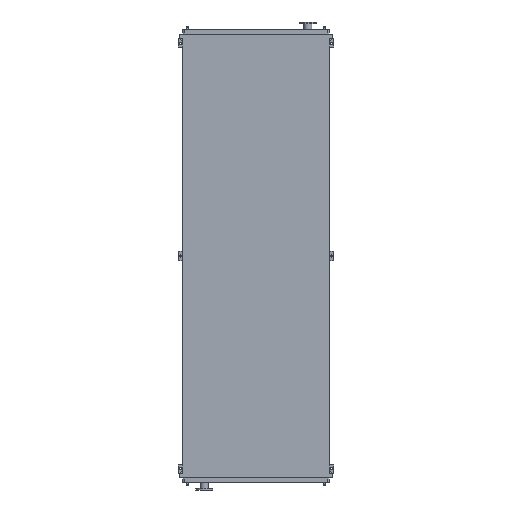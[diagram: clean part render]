
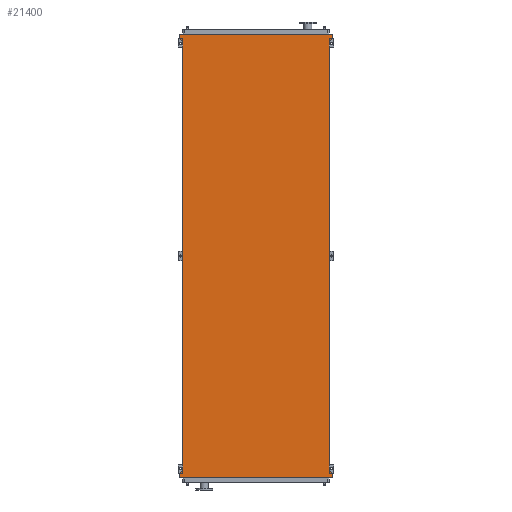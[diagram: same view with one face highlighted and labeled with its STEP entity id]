
A CAD part, front view. The second image highlights one B-rep face of the part: STEP entity #21400.
In plain terms, the highlighted planar face has unit normal (0, -1, 0).
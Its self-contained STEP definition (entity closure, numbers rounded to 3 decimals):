
#223 = ORIENTED_EDGE ( 'NONE', *, *, #23289, .F. ) ;
#404 = EDGE_CURVE ( 'NONE', #10438, #10924, #4961, .T. ) ;
#965 = ORIENTED_EDGE ( 'NONE', *, *, #2907, .F. ) ;
#982 = EDGE_CURVE ( 'NONE', #1556, #10438, #17497, .T. ) ;
#1089 = LINE ( 'NONE', #14003, #17262 ) ;
#1352 = VERTEX_POINT ( 'NONE', #12741 ) ;
#1556 = VERTEX_POINT ( 'NONE', #22462 ) ;
#2020 = CARTESIAN_POINT ( 'NONE',  ( 1011., 0., 53. ) ) ;
#2227 = VECTOR ( 'NONE', #3878, 1000. ) ;
#2242 = EDGE_CURVE ( 'NONE', #3894, #3068, #22597, .T. ) ;
#2510 = FACE_OUTER_BOUND ( 'NONE', #12679, .T. ) ;
#2875 = EDGE_CURVE ( 'NONE', #7252, #7881, #17116, .T. ) ;
#2907 = EDGE_CURVE ( 'NONE', #10924, #3894, #16518, .T. ) ;
#3068 = VERTEX_POINT ( 'NONE', #10289 ) ;
#3346 = CARTESIAN_POINT ( 'NONE',  ( -965., 0., -5650. ) ) ;
#3484 = EDGE_CURVE ( 'NONE', #7881, #7437, #5418, .T. ) ;
#3878 = DIRECTION ( 'NONE',  ( 0., 0., 1. ) ) ;
#3894 = VERTEX_POINT ( 'NONE', #5123 ) ;
#4304 = EDGE_CURVE ( 'NONE', #5102, #21001, #19125, .T. ) ;
#4961 = LINE ( 'NONE', #5003, #13770 ) ;
#5003 = CARTESIAN_POINT ( 'NONE',  ( -965., 0., -5650. ) ) ;
#5102 = VERTEX_POINT ( 'NONE', #10357 ) ;
#5123 = CARTESIAN_POINT ( 'NONE',  ( -1011., 0., 53. ) ) ;
#5418 = LINE ( 'NONE', #2020, #15923 ) ;
#5593 = ORIENTED_EDGE ( 'NONE', *, *, #2242, .F. ) ;
#6074 = CARTESIAN_POINT ( 'NONE',  ( -965., 0., 0. ) ) ;
#6401 = CARTESIAN_POINT ( 'NONE',  ( -1011., 0., 53. ) ) ;
#6641 = VECTOR ( 'NONE', #13526, 1000. ) ;
#7252 = VERTEX_POINT ( 'NONE', #9643 ) ;
#7437 = VERTEX_POINT ( 'NONE', #19325 ) ;
#7881 = VERTEX_POINT ( 'NONE', #11376 ) ;
#7951 = DIRECTION ( 'NONE',  ( 0.655, 0., 0.755 ) ) ;
#8104 = CARTESIAN_POINT ( 'NONE',  ( 965., 0., -5650. ) ) ;
#8354 = ORIENTED_EDGE ( 'NONE', *, *, #2875, .F. ) ;
#8471 = VECTOR ( 'NONE', #19402, 1000. ) ;
#8481 = EDGE_CURVE ( 'NONE', #5102, #7437, #12284, .T. ) ;
#8679 = LINE ( 'NONE', #20801, #17921 ) ;
#8780 = CARTESIAN_POINT ( 'NONE',  ( 1011., 0., -5745. ) ) ;
#8906 = AXIS2_PLACEMENT_3D ( 'NONE', #3346, #10964, #23857 ) ;
#9643 = CARTESIAN_POINT ( 'NONE',  ( 1011., 0., 95. ) ) ;
#9906 = LINE ( 'NONE', #21558, #18550 ) ;
#10015 = DIRECTION ( 'NONE',  ( 0., 0., 1. ) ) ;
#10289 = CARTESIAN_POINT ( 'NONE',  ( -1011., 0., 95. ) ) ;
#10357 = CARTESIAN_POINT ( 'NONE',  ( 965., 0., -5650. ) ) ;
#10438 = VERTEX_POINT ( 'NONE', #23716 ) ;
#10690 = ORIENTED_EDGE ( 'NONE', *, *, #13683, .F. ) ;
#10924 = VERTEX_POINT ( 'NONE', #12023 ) ;
#10964 = DIRECTION ( 'NONE',  ( 0., -1., 0. ) ) ;
#11198 = ORIENTED_EDGE ( 'NONE', *, *, #3484, .F. ) ;
#11376 = CARTESIAN_POINT ( 'NONE',  ( 1011., 0., 53. ) ) ;
#11668 = CARTESIAN_POINT ( 'NONE',  ( 1011., 0., 95. ) ) ;
#12023 = CARTESIAN_POINT ( 'NONE',  ( -965., 0., 0. ) ) ;
#12284 = LINE ( 'NONE', #16972, #2227 ) ;
#12327 = ORIENTED_EDGE ( 'NONE', *, *, #404, .F. ) ;
#12412 = ORIENTED_EDGE ( 'NONE', *, *, #23377, .F. ) ;
#12574 = ORIENTED_EDGE ( 'NONE', *, *, #982, .F. ) ;
#12679 = EDGE_LOOP ( 'NONE', ( #15390, #11198, #8354, #19191, #5593, #965, #12327, #12574, #12412, #10690, #223, #23474 ) ) ;
#12741 = CARTESIAN_POINT ( 'NONE',  ( -1011., 0., -5745. ) ) ;
#13327 = DIRECTION ( 'NONE',  ( -0.655, 0., -0.755 ) ) ;
#13526 = DIRECTION ( 'NONE',  ( -0.655, 0., 0.755 ) ) ;
#13683 = EDGE_CURVE ( 'NONE', #21312, #1352, #1089, .T. ) ;
#13770 = VECTOR ( 'NONE', #18036, 1000. ) ;
#14003 = CARTESIAN_POINT ( 'NONE',  ( 1011., 0., -5745. ) ) ;
#14784 = VECTOR ( 'NONE', #20879, 1000. ) ;
#15390 = ORIENTED_EDGE ( 'NONE', *, *, #8481, .T. ) ;
#15923 = VECTOR ( 'NONE', #13327, 1000. ) ;
#16441 = PLANE ( 'NONE',  #8906 ) ;
#16518 = LINE ( 'NONE', #6074, #6641 ) ;
#16972 = CARTESIAN_POINT ( 'NONE',  ( 965., 0., -5650. ) ) ;
#17116 = LINE ( 'NONE', #11668, #17702 ) ;
#17198 = CARTESIAN_POINT ( 'NONE',  ( -1011., 0., -5703. ) ) ;
#17262 = VECTOR ( 'NONE', #18290, 1000. ) ;
#17497 = LINE ( 'NONE', #17198, #21783 ) ;
#17702 = VECTOR ( 'NONE', #22696, 1000. ) ;
#17921 = VECTOR ( 'NONE', #22641, 1000. ) ;
#18036 = DIRECTION ( 'NONE',  ( 0., 0., 1. ) ) ;
#18290 = DIRECTION ( 'NONE',  ( -1., 0., 0. ) ) ;
#18550 = VECTOR ( 'NONE', #19725, 1000. ) ;
#19125 = LINE ( 'NONE', #8104, #14784 ) ;
#19191 = ORIENTED_EDGE ( 'NONE', *, *, #22312, .F. ) ;
#19325 = CARTESIAN_POINT ( 'NONE',  ( 965., 0., 0. ) ) ;
#19402 = DIRECTION ( 'NONE',  ( 0., 0., 1. ) ) ;
#19725 = DIRECTION ( 'NONE',  ( 1., 0., 0. ) ) ;
#20734 = CARTESIAN_POINT ( 'NONE',  ( 1011., 0., -5703. ) ) ;
#20801 = CARTESIAN_POINT ( 'NONE',  ( 1011., 0., -5703. ) ) ;
#20879 = DIRECTION ( 'NONE',  ( 0.655, 0., -0.755 ) ) ;
#21001 = VERTEX_POINT ( 'NONE', #20734 ) ;
#21051 = CARTESIAN_POINT ( 'NONE',  ( -1011., 0., -5745. ) ) ;
#21100 = LINE ( 'NONE', #21051, #21659 ) ;
#21312 = VERTEX_POINT ( 'NONE', #8780 ) ;
#21400 = ADVANCED_FACE ( 'NONE', ( #2510 ), #16441, .T. ) ;
#21558 = CARTESIAN_POINT ( 'NONE',  ( -1011., 0., 95. ) ) ;
#21659 = VECTOR ( 'NONE', #10015, 1000. ) ;
#21783 = VECTOR ( 'NONE', #7951, 1000. ) ;
#22312 = EDGE_CURVE ( 'NONE', #3068, #7252, #9906, .T. ) ;
#22462 = CARTESIAN_POINT ( 'NONE',  ( -1011., 0., -5703. ) ) ;
#22597 = LINE ( 'NONE', #6401, #8471 ) ;
#22641 = DIRECTION ( 'NONE',  ( 0., 0., -1. ) ) ;
#22696 = DIRECTION ( 'NONE',  ( 0., 0., -1. ) ) ;
#23289 = EDGE_CURVE ( 'NONE', #21001, #21312, #8679, .T. ) ;
#23377 = EDGE_CURVE ( 'NONE', #1352, #1556, #21100, .T. ) ;
#23474 = ORIENTED_EDGE ( 'NONE', *, *, #4304, .F. ) ;
#23716 = CARTESIAN_POINT ( 'NONE',  ( -965., 0., -5650. ) ) ;
#23857 = DIRECTION ( 'NONE',  ( 0., 0., -1. ) ) ;
